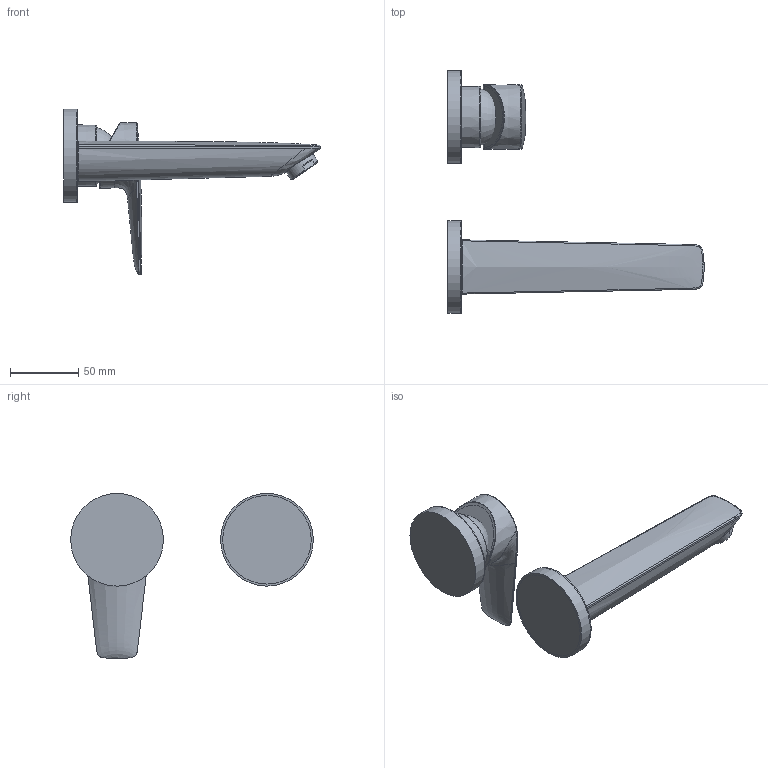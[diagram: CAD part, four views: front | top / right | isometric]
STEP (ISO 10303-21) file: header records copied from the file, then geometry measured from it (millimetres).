
FILE_DESCRIPTION(/* description */ ('Unknown'),/* implementation_level */ '2;1');
FILE_NAME(/* name */ '20474001',/* time_stamp */ '2022-09-08T12:28:29+02:00',/* author */ ('Unknown'),/* organization */ ('GROHE AG'),/* preprocessor_version */ 'ST-DEVELOPER v16.7',/* originating_system */ 'DEX',/* authorisation */ $);
FILE_SCHEMA (('AUTOMOTIVE_DESIGN {1 0 10303 214 3 1 1}'));
Length unit declared in the file: millimetre
Products named in the file (4): 20474001; 20474001_0; id77
Assembly tree (3 placements, depth 2):
  20474001
    20474001
    20474001_0
    id77
Bounding box: 188 x 178 x 121.18 mm (x, y, z)
Volume: 72633.6 mm3; surface area: 74272.9 mm2
Topology: 2 solids, 17 shells, 757 faces, 2929 edges, 2070 vertices
Faces by surface type: plane 680, bspline 41, cylinder 16, cone 15, torus 5
Full cylindrical faces by diameter (mm): 17.5 x2, 18 x1, 18.5 x1, 20.1 x1, 24 x1, 24.5 x1, 68 x2
Entity records: 41460 total; most frequent: CARTESIAN_POINT 17562, DIRECTION 4524, ORIENTED_EDGE 4500, EDGE_CURVE 2902, LINE 2454, VECTOR 2454, VERTEX_POINT 2062, AXIS2_PLACEMENT_3D 1035
